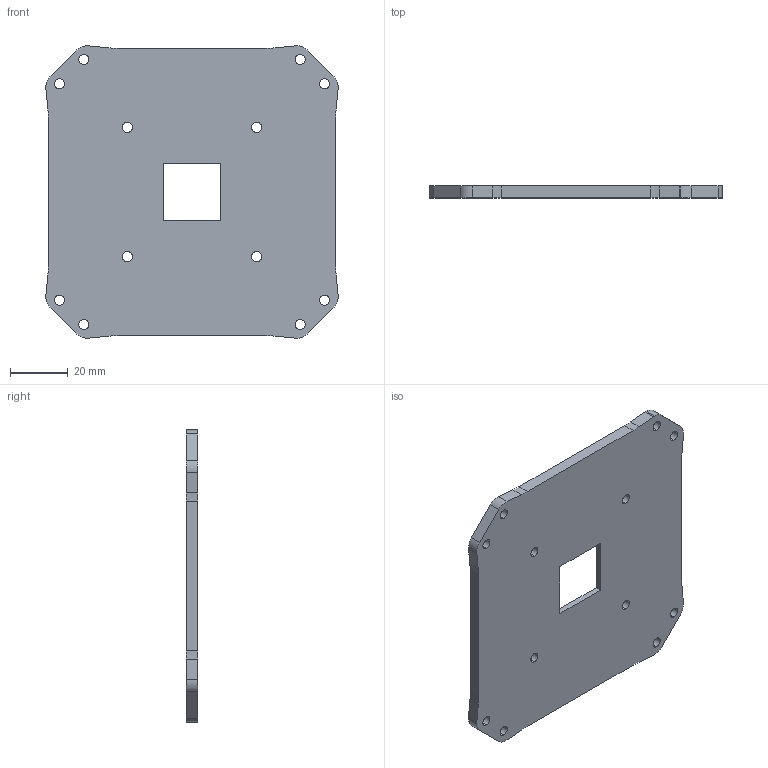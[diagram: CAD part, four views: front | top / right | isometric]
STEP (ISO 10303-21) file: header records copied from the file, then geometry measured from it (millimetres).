
FILE_DESCRIPTION (( 'STEP AP214' ), '1' );
FILE_NAME ('Tapa dron.STEP', '2025-03-24T08:23:01', ( 'Informatica' ), ( '' ), 'SwSTEP 2.0', 'SolidWorks 2025', '' );
FILE_SCHEMA (( 'AUTOMOTIVE_DESIGN' ));
Length unit declared in the file: millimetre
Products named in the file (1): Tapa dron
Bounding box: 101.7 x 4.1 x 101.71 mm (x, y, z)
Volume: 27507.2 mm3; surface area: 21496.9 mm2
Topology: 1 solids, 1 shells, 85 faces, 234 edges, 156 vertices
Faces by surface type: cylinder 42, plane 35, torus 8
Entity records: 2831 total; most frequent: DIRECTION 514, CARTESIAN_POINT 476, ORIENTED_EDGE 468, EDGE_CURVE 234, AXIS2_PLACEMENT_3D 194, VERTEX_POINT 156, LINE 126, VECTOR 126
